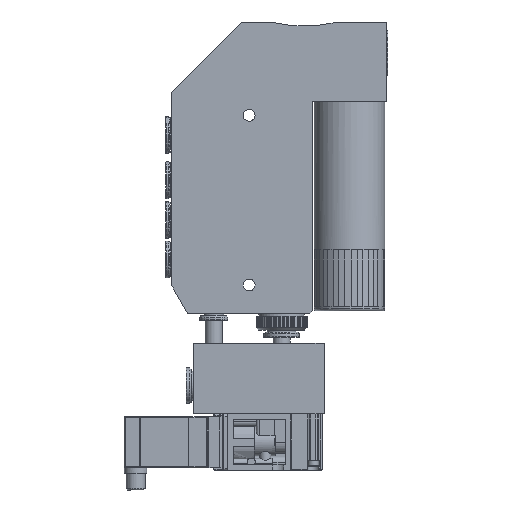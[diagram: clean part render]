
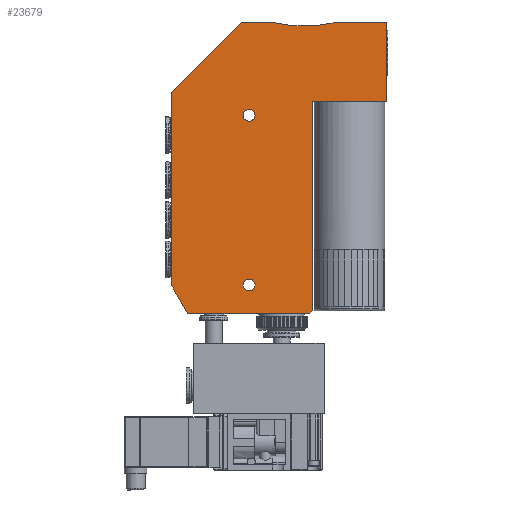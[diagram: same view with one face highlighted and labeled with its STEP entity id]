
A CAD part, left-side view. The second image highlights one B-rep face of the part: STEP entity #23679.
In plain terms, the highlighted planar face has unit normal (-1, 0, 0).
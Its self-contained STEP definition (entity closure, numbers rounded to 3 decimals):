
#901=FACE_BOUND('',#6751,.T.);
#902=FACE_BOUND('',#6752,.T.);
#1192=LINE('',#36088,#3209);
#1195=LINE('',#36094,#3212);
#1201=LINE('',#36131,#3218);
#1205=LINE('',#36138,#3222);
#1212=LINE('',#36171,#3229);
#1220=LINE('',#36193,#3237);
#1222=LINE('',#36197,#3239);
#1223=LINE('',#36198,#3240);
#1224=LINE('',#36200,#3241);
#1225=LINE('',#36202,#3242);
#3209=VECTOR('',#28686,10.);
#3212=VECTOR('',#28691,10.);
#3218=VECTOR('',#28729,10.);
#3222=VECTOR('',#28735,10.);
#3229=VECTOR('',#28770,10.);
#3237=VECTOR('',#28790,10.);
#3239=VECTOR('',#28794,10.);
#3240=VECTOR('',#28795,10.);
#3241=VECTOR('',#28796,10.);
#3242=VECTOR('',#28799,10.);
#5322=FACE_OUTER_BOUND('',#6750,.T.);
#6750=EDGE_LOOP('',(#16303,#16304,#16305,#16306,#16307,#16308,#16309,#16310,
#16311,#16312,#16313,#16314,#16315));
#6751=EDGE_LOOP('',(#16316,#16317));
#6752=EDGE_LOOP('',(#16318,#16319));
#8255=CIRCLE('',#25337,2.1);
#8256=CIRCLE('',#25338,2.1);
#8258=CIRCLE('',#25341,2.1);
#8259=CIRCLE('',#25342,2.1);
#8267=CIRCLE('',#25357,1.);
#8270=CIRCLE('',#25363,1.);
#8271=CIRCLE('',#25366,48.645);
#9609=VERTEX_POINT('',#36081);
#9612=VERTEX_POINT('',#36086);
#9614=VERTEX_POINT('',#36092);
#9621=VERTEX_POINT('',#36111);
#9622=VERTEX_POINT('',#36113);
#9624=VERTEX_POINT('',#36119);
#9625=VERTEX_POINT('',#36121);
#9628=VERTEX_POINT('',#36128);
#9629=VERTEX_POINT('',#36130);
#9631=VERTEX_POINT('',#36136);
#9642=VERTEX_POINT('',#36164);
#9643=VERTEX_POINT('',#36166);
#9649=VERTEX_POINT('',#36186);
#9650=VERTEX_POINT('',#36187);
#9651=VERTEX_POINT('',#36192);
#9652=VERTEX_POINT('',#36196);
#9653=VERTEX_POINT('',#36199);
#12170=EDGE_CURVE('',#9609,#9612,#1192,.T.);
#12173=EDGE_CURVE('',#9614,#9612,#1195,.T.);
#12182=EDGE_CURVE('',#9622,#9621,#8255,.T.);
#12183=EDGE_CURVE('',#9621,#9622,#8256,.T.);
#12186=EDGE_CURVE('',#9625,#9624,#8258,.T.);
#12187=EDGE_CURVE('',#9624,#9625,#8259,.T.);
#12190=EDGE_CURVE('',#9629,#9628,#1201,.T.);
#12194=EDGE_CURVE('',#9631,#9628,#1205,.T.);
#12207=EDGE_CURVE('',#9642,#9643,#8267,.T.);
#12210=EDGE_CURVE('',#9609,#9642,#1212,.T.);
#12218=EDGE_CURVE('',#9649,#9650,#8270,.T.);
#12221=EDGE_CURVE('',#9650,#9651,#1220,.T.);
#12223=EDGE_CURVE('',#9652,#9614,#1222,.T.);
#12224=EDGE_CURVE('',#9652,#9629,#1223,.T.);
#12225=EDGE_CURVE('',#9653,#9631,#1224,.T.);
#12226=EDGE_CURVE('',#9653,#9651,#8271,.T.);
#12227=EDGE_CURVE('',#9649,#9643,#1225,.T.);
#16303=ORIENTED_EDGE('',*,*,#12207,.F.);
#16304=ORIENTED_EDGE('',*,*,#12210,.F.);
#16305=ORIENTED_EDGE('',*,*,#12170,.T.);
#16306=ORIENTED_EDGE('',*,*,#12173,.F.);
#16307=ORIENTED_EDGE('',*,*,#12223,.F.);
#16308=ORIENTED_EDGE('',*,*,#12224,.T.);
#16309=ORIENTED_EDGE('',*,*,#12190,.T.);
#16310=ORIENTED_EDGE('',*,*,#12194,.F.);
#16311=ORIENTED_EDGE('',*,*,#12225,.F.);
#16312=ORIENTED_EDGE('',*,*,#12226,.T.);
#16313=ORIENTED_EDGE('',*,*,#12221,.F.);
#16314=ORIENTED_EDGE('',*,*,#12218,.F.);
#16315=ORIENTED_EDGE('',*,*,#12227,.T.);
#16316=ORIENTED_EDGE('',*,*,#12182,.T.);
#16317=ORIENTED_EDGE('',*,*,#12183,.T.);
#16318=ORIENTED_EDGE('',*,*,#12186,.T.);
#16319=ORIENTED_EDGE('',*,*,#12187,.T.);
#22823=PLANE('',#25365);
#23679=ADVANCED_FACE('',(#5322,#901,#902),#22823,.T.);
#25337=AXIS2_PLACEMENT_3D('',#36114,#28712,#28713);
#25338=AXIS2_PLACEMENT_3D('',#36115,#28714,#28715);
#25341=AXIS2_PLACEMENT_3D('',#36122,#28721,#28722);
#25342=AXIS2_PLACEMENT_3D('',#36123,#28723,#28724);
#25357=AXIS2_PLACEMENT_3D('',#36167,#28764,#28765);
#25363=AXIS2_PLACEMENT_3D('',#36188,#28784,#28785);
#25365=AXIS2_PLACEMENT_3D('',#36195,#28792,#28793);
#25366=AXIS2_PLACEMENT_3D('',#36201,#28797,#28798);
#28686=DIRECTION('',(0.,-0.5,-0.866));
#28691=DIRECTION('',(0.,1.,0.));
#28712=DIRECTION('center_axis',(1.,0.,0.));
#28713=DIRECTION('ref_axis',(0.,0.,
1.));
#28714=DIRECTION('center_axis',(1.,0.,0.));
#28715=DIRECTION('ref_axis',(0.,0.,
1.));
#28721=DIRECTION('center_axis',(1.,0.,0.));
#28722=DIRECTION('ref_axis',(0.,0.,
1.));
#28723=DIRECTION('center_axis',(1.,0.,0.));
#28724=DIRECTION('ref_axis',(0.,0.,
1.));
#28729=DIRECTION('',(0.,-1.,0.));
#28735=DIRECTION('',(0.,0.,-1.));
#28764=DIRECTION('center_axis',(1.,0.,0.));
#28765=DIRECTION('ref_axis',(0.,0.924,0.383));
#28770=DIRECTION('',(0.,0.,1.));
#28784=DIRECTION('center_axis',(1.,0.,0.));
#28785=DIRECTION('ref_axis',(0.,0.382,0.924));
#28790=DIRECTION('',(0.,-1.,0.));
#28792=DIRECTION('center_axis',(-1.,0.,0.));
#28793=DIRECTION('ref_axis',(0.,0.,
1.));
#28794=DIRECTION('',(0.,0.707,-0.707));
#28795=DIRECTION('',(0.,0.,1.));
#28796=DIRECTION('',(0.,-1.,0.));
#28797=DIRECTION('center_axis',(1.,0.,0.));
#28798=DIRECTION('ref_axis',(0.,-0.246,-0.969));
#28799=DIRECTION('',(0.,0.707,-0.707));
#36081=CARTESIAN_POINT('',(-26.,56.148,-17.402));
#36086=CARTESIAN_POINT('',(-26.,50.374,-27.402));
#36088=CARTESIAN_POINT('',(-26.,50.374,-27.402));
#36092=CARTESIAN_POINT('',(-26.,7.148,-27.402));
#36094=CARTESIAN_POINT('',(-26.,-19.852,-27.402));
#36111=CARTESIAN_POINT('',(-26.,28.648,-19.502));
#36113=CARTESIAN_POINT('',(-26.,28.648,-15.302));
#36114=CARTESIAN_POINT('Origin',(-26.,28.648,-17.402));
#36115=CARTESIAN_POINT('Origin',(-26.,28.648,-17.402));
#36119=CARTESIAN_POINT('',(-26.,28.648,40.498));
#36121=CARTESIAN_POINT('',(-26.,28.648,44.698));
#36122=CARTESIAN_POINT('Origin',(-26.,28.648,42.598));
#36123=CARTESIAN_POINT('Origin',(-26.,28.648,42.598));
#36128=CARTESIAN_POINT('',(-26.,-19.852,47.598));
#36130=CARTESIAN_POINT('',(-26.,6.148,47.598));
#36131=CARTESIAN_POINT('',(-26.,-0.852,47.598));
#36136=CARTESIAN_POINT('',(-26.,-19.852,75.598));
#36138=CARTESIAN_POINT('',(-26.,-19.852,75.598));
#36164=CARTESIAN_POINT('',(-26.,56.148,50.183));
#36166=CARTESIAN_POINT('',(-26.,55.855,50.891));
#36167=CARTESIAN_POINT('Origin',(-26.,55.148,50.183));
#36171=CARTESIAN_POINT('',(-26.,56.148,-27.402));
#36186=CARTESIAN_POINT('',(-26.,31.414,75.305));
#36187=CARTESIAN_POINT('',(-26.,30.708,75.598));
#36188=CARTESIAN_POINT('Origin',(-26.,30.708,74.598));
#36192=CARTESIAN_POINT('',(-26.,21.122,75.598));
#36193=CARTESIAN_POINT('',(-26.,56.148,75.598));
#36195=CARTESIAN_POINT('Origin',(-26.,18.148,24.098));
#36196=CARTESIAN_POINT('',(-26.,6.148,-26.402));
#36197=CARTESIAN_POINT('',(-26.,-3.227,-17.027));
#36198=CARTESIAN_POINT('',(-26.,6.148,35.848));
#36199=CARTESIAN_POINT('',(-26.,-2.852,75.598));
#36200=CARTESIAN_POINT('',(-26.,56.148,75.598));
#36201=CARTESIAN_POINT('Origin',(-26.,9.135,122.743));
#36202=CARTESIAN_POINT('',(-26.,40.75,65.98));
